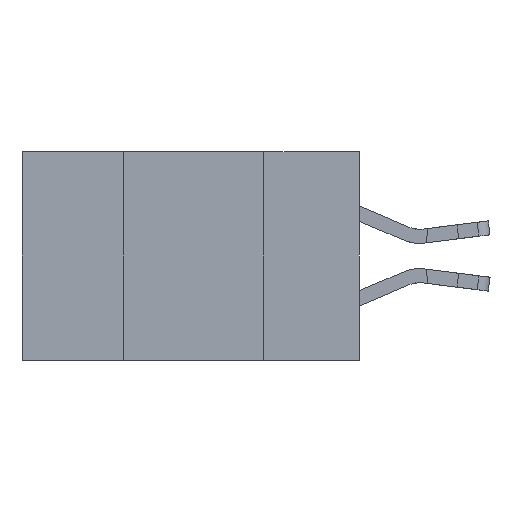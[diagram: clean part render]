
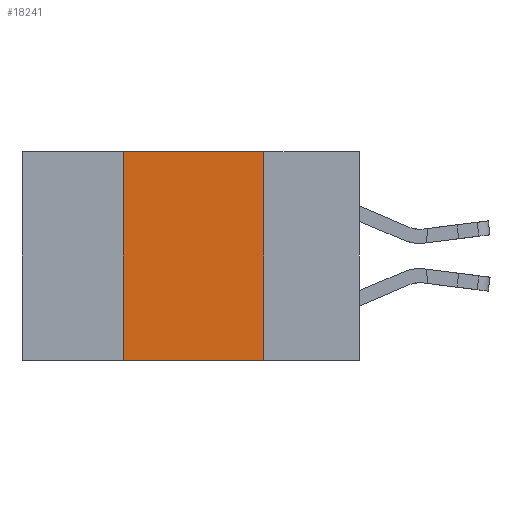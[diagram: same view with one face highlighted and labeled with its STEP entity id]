
A CAD part, left-side view. The second image highlights one B-rep face of the part: STEP entity #18241.
In plain terms, the highlighted planar face has unit normal (-1, 0, 0).
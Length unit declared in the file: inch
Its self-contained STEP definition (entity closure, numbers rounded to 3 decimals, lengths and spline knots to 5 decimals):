
#324 = CARTESIAN_POINT ( 'NONE',  ( 0., 0.6, 0. ) ) ;
#758 = EDGE_CURVE ( 'NONE', #9589, #21282, #5527, .T. ) ;
#1583 = EDGE_LOOP ( 'NONE', ( #12388, #12572, #22392, #21074 ) ) ;
#2458 = DIRECTION ( 'NONE',  ( 0., 0., -1. ) ) ;
#4205 = AXIS2_PLACEMENT_3D ( 'NONE', #324, #15040, #2458 ) ;
#4542 = CARTESIAN_POINT ( 'NONE',  ( 0., 0.6, -0.37 ) ) ;
#5017 = CARTESIAN_POINT ( 'NONE',  ( 0., 0.42, 0. ) ) ;
#5418 = EDGE_CURVE ( 'NONE', #9589, #15816, #20955, .T. ) ;
#5527 = LINE ( 'NONE', #4542, #12206 ) ;
#6294 = VECTOR ( 'NONE', #14143, 39.37008 ) ;
#6862 = VERTEX_POINT ( 'NONE', #15000 ) ;
#9589 = VERTEX_POINT ( 'NONE', #24938 ) ;
#12004 = LINE ( 'NONE', #16230, #6294 ) ;
#12206 = VECTOR ( 'NONE', #21647, 39.37008 ) ;
#12388 = ORIENTED_EDGE ( 'NONE', *, *, #23639, .F. ) ;
#12572 = ORIENTED_EDGE ( 'NONE', *, *, #13980, .F. ) ;
#12786 = CARTESIAN_POINT ( 'NONE',  ( 0., 0.17, -0.37 ) ) ;
#13980 = EDGE_CURVE ( 'NONE', #15816, #6862, #12004, .T. ) ;
#14143 = DIRECTION ( 'NONE',  ( 0., -1., 0. ) ) ;
#15000 = CARTESIAN_POINT ( 'NONE',  ( 0., 0.17, 0. ) ) ;
#15040 = DIRECTION ( 'NONE',  ( 1., 0., 0. ) ) ;
#15816 = VERTEX_POINT ( 'NONE', #5017 ) ;
#16230 = CARTESIAN_POINT ( 'NONE',  ( 0., 0.6, 0. ) ) ;
#16273 = DIRECTION ( 'NONE',  ( 0., 0., -1. ) ) ;
#16728 = LINE ( 'NONE', #20698, #19707 ) ;
#18241 = ADVANCED_FACE ( 'NONE', ( #25807 ), #19443, .F. ) ;
#19443 = PLANE ( 'NONE',  #4205 ) ;
#19707 = VECTOR ( 'NONE', #16273, 39.37008 ) ;
#20612 = VECTOR ( 'NONE', #24567, 39.37008 ) ;
#20698 = CARTESIAN_POINT ( 'NONE',  ( 0., 0.17, 0. ) ) ;
#20955 = LINE ( 'NONE', #26608, #20612 ) ;
#21074 = ORIENTED_EDGE ( 'NONE', *, *, #758, .T. ) ;
#21282 = VERTEX_POINT ( 'NONE', #12786 ) ;
#21647 = DIRECTION ( 'NONE',  ( 0., -1., 0. ) ) ;
#22392 = ORIENTED_EDGE ( 'NONE', *, *, #5418, .F. ) ;
#23639 = EDGE_CURVE ( 'NONE', #6862, #21282, #16728, .T. ) ;
#24567 = DIRECTION ( 'NONE',  ( 0., 0., 1. ) ) ;
#24938 = CARTESIAN_POINT ( 'NONE',  ( 0., 0.42, -0.37 ) ) ;
#25807 = FACE_OUTER_BOUND ( 'NONE', #1583, .T. ) ;
#26608 = CARTESIAN_POINT ( 'NONE',  ( 0., 0.42, 0. ) ) ;
